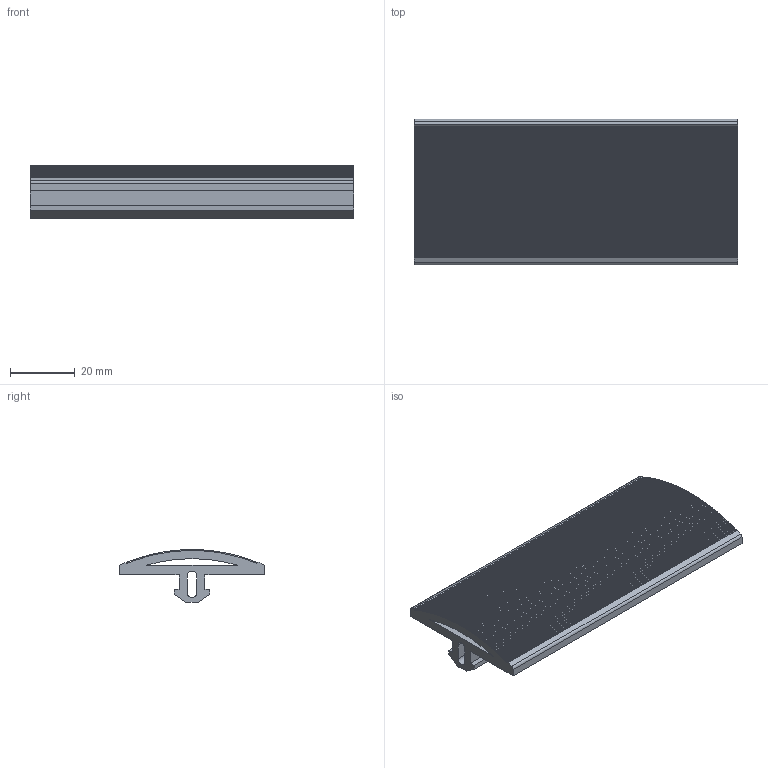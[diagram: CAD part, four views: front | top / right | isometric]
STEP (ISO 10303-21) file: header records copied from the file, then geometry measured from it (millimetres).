
FILE_DESCRIPTION (( 'STEP AP203' ), '1' );
FILE_NAME ('084.205.003.STEP', '2013-01-24T14:14:15', ( 'Alusic' ), ( 'Alusic' ), 'SwSTEP 2.0', 'SolidWorks 2011', '' );
FILE_SCHEMA (( 'CONFIG_CONTROL_DESIGN' ));
Length unit declared in the file: millimetre
Products named in the file (1): 084.205.003
Bounding box: 100 x 45 x 16.31 mm (x, y, z)
Volume: 28291.9 mm3; surface area: 25047.4 mm2
Topology: 1 solids, 1 shells, 297 faces, 885 edges, 590 vertices
Faces by surface type: plane 288, cylinder 9
Entity records: 9862 total; most frequent: CARTESIAN_POINT 1773, ORIENTED_EDGE 1770, DIRECTION 1499, EDGE_CURVE 885, VECTOR 867, LINE 867, VERTEX_POINT 590, AXIS2_PLACEMENT_3D 316
